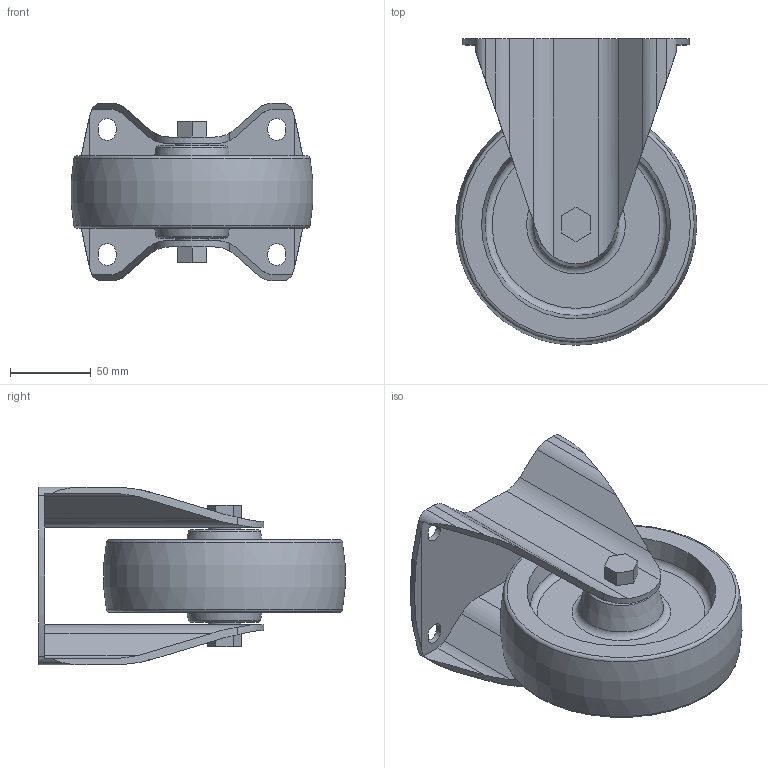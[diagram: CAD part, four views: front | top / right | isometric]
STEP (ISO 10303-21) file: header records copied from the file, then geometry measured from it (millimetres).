
FILE_DESCRIPTION(/* description */ ('STEP AP214'),/* implementation_level */ '2;1');
FILE_NAME(/* name */ 'K1764.1504010',/* time_stamp */ '2025-06-24T14:24:32+02:00',/* author */ ('License CC BY-ND 4.0'),/* organization */ ('CADENAS'),/* preprocessor_version */ 'ST-DEVELOPER v19.3',/* originating_system */ 'PARTsolutions',/* authorisation */ ' ');
FILE_SCHEMA (('AUTOMOTIVE_DESIGN {1 0 10303 214 3 1 1}'));
Length unit declared in the file: millimetre
Products named in the file (1): K1764.1504010
Bounding box: 149.57 x 189.79 x 110 mm (x, y, z)
Volume: 684517.8 mm3; surface area: 142771.1 mm2
Topology: 1 solids, 1 shells, 105 faces, 279 edges, 184 vertices
Faces by surface type: plane 58, cylinder 34, torus 9, cone 4
Full cylindrical faces by diameter (mm): 20 x2
Entity records: 3266 total; most frequent: CARTESIAN_POINT 592, DIRECTION 564, ORIENTED_EDGE 524, EDGE_CURVE 262, AXIS2_PLACEMENT_3D 204, VERTEX_POINT 182, LINE 156, VECTOR 156
